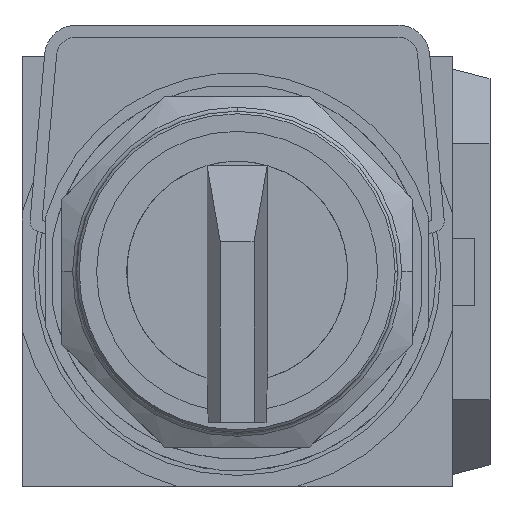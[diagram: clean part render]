
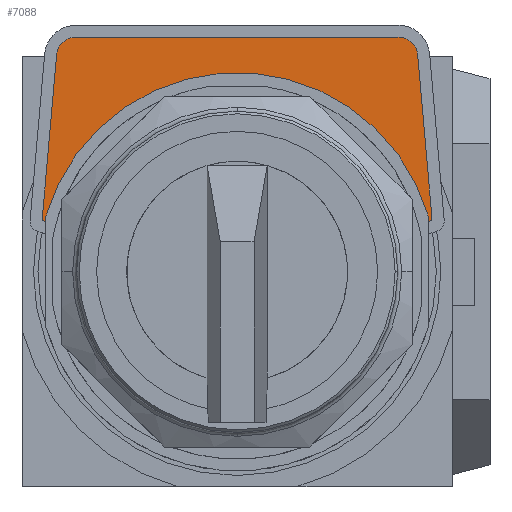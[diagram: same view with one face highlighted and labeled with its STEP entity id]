
A CAD part, front view. The second image highlights one B-rep face of the part: STEP entity #7088.
In plain terms, the highlighted planar face has unit normal (0, -1, 0).
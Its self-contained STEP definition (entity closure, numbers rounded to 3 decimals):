
#5353=CARTESIAN_POINT('POINT374',(0.,
   0.254,17.45));
#5354=VERTEX_POINT('VERTEX374',#5353);
#5361=CARTESIAN_POINT('POINT375',(-17.224,
   0.254,2.798));
#5362=VERTEX_POINT('VERTEX375',#5361);
#5363=CARTESIAN_POINT('POS556',(0.,0.254,
   0.));
#5364=DIRECTION('DIR778',(0.,-1.,
   0.));
#5365=DIRECTION('DIR779',(0.,0.,
   1.));
#5366=AXIS2_PLACEMENT_3D('AXIS223',#5363,#5364,#5365);
#5367=CIRCLE('ELLIPSE91',#5366,17.45);
#5368=EDGE_CURVE('EDGE556',#5354,#5362,#5367,.T.);
#5398=CARTESIAN_POINT('POINT378',(17.224,
   0.254,2.798));
#5399=VERTEX_POINT('VERTEX378',#5398);
#5406=EDGE_CURVE('EDGE561',#5399,#5354,#5367,.T.);
#6971=CARTESIAN_POINT('POINT466',(18.678,
   0.254,4.875));
#6972=VERTEX_POINT('VERTEX466',#6971);
#6979=CARTESIAN_POINT('POS729',(19.434,
   0.254,2.799));
#6980=DIRECTION('DIR1006',(0.,-1.,
   0.));
#6981=DIRECTION('DIR1007',(-0.342,0.,
   0.94));
#6982=AXIS2_PLACEMENT_3D('AXIS278',#6979,#6980,#6981);
#6983=CIRCLE('ELLIPSE107',#6982,2.21);
#6984=EDGE_CURVE('EDGE708',#6972,#5399,#6983,.T.);
#6995=ORIENTED_EDGE('COEDGE1327',*,*,#5406,.F.);
#6996=ORIENTED_EDGE('COEDGE1328',*,*,#6984,.F.);
#6997=CARTESIAN_POINT('POINT467',(19.249,
   0.254,5.083));
#6998=VERTEX_POINT('VERTEX467',#6997);
#6999=CARTESIAN_POINT('POS731',(19.249,
   0.254,5.083));
#7000=DIRECTION('DIR1010',(-0.94,0.,
   -0.342));
#7001=VECTOR('VEC452',#7000,25.4);
#7002=LINE('STRAIGHT452',#6999,#7001);
#7003=EDGE_CURVE('EDGE709',#6998,#6972,#7002,.T.);
#7004=ORIENTED_EDGE('COEDGE1329',*,*,#7003,.F.);
#7005=CARTESIAN_POINT('POINT468',(19.415,
   0.254,5.344));
#7006=VERTEX_POINT('VERTEX468',#7005);
#7007=CARTESIAN_POINT('POS732',(19.162,
   0.254,5.322));
#7008=DIRECTION('DIR1011',(0.,1.,
   0.));
#7009=DIRECTION('DIR1012',(0.996,0.,
   0.087));
#7010=AXIS2_PLACEMENT_3D('AXIS280',#7007,#7008,#7009);
#7011=CIRCLE('ELLIPSE108',#7010,0.254);
#7012=EDGE_CURVE('EDGE710',#7006,#6998,#7011,.T.);
#7013=ORIENTED_EDGE('COEDGE1330',*,*,#7012,.F.);
#7014=CARTESIAN_POINT('POINT469',(17.995,
   0.254,21.585));
#7015=VERTEX_POINT('VERTEX469',#7014);
#7016=CARTESIAN_POINT('POS733',(17.995,
   0.254,21.585));
#7017=DIRECTION('DIR1013',(0.087,0.,
   -0.996));
#7018=VECTOR('VEC453',#7017,25.4);
#7019=LINE('STRAIGHT453',#7016,#7018);
#7020=EDGE_CURVE('EDGE711',#7015,#7006,#7019,.T.);
#7021=ORIENTED_EDGE('COEDGE1331',*,*,#7020,.F.);
#7022=CARTESIAN_POINT('POINT470',(16.021,
   0.254,23.393));
#7023=VERTEX_POINT('VERTEX470',#7022);
#7024=CARTESIAN_POINT('POS734',(16.021,
   0.254,21.412));
#7025=DIRECTION('DIR1014',(0.,1.,
   0.));
#7026=DIRECTION('DIR1015',(0.,0.,
   1.));
#7027=AXIS2_PLACEMENT_3D('AXIS281',#7024,#7025,#7026);
#7028=CIRCLE('ELLIPSE109',#7027,1.981);
#7029=EDGE_CURVE('EDGE712',#7023,#7015,#7028,.T.);
#7030=ORIENTED_EDGE('COEDGE1332',*,*,#7029,.F.);
#7031=CARTESIAN_POINT('POINT471',(-16.021,
   0.254,23.393));
#7032=VERTEX_POINT('VERTEX471',#7031);
#7033=CARTESIAN_POINT('POS735',(-16.021,
   0.254,23.393));
#7034=DIRECTION('DIR1016',(1.,0.,0.));
#7035=VECTOR('VEC454',#7034,25.4);
#7036=LINE('STRAIGHT454',#7033,#7035);
#7037=EDGE_CURVE('EDGE713',#7032,#7023,#7036,.T.);
#7038=ORIENTED_EDGE('COEDGE1333',*,*,#7037,.F.);
#7039=CARTESIAN_POINT('POINT472',(-17.995,
   0.254,21.585));
#7040=VERTEX_POINT('VERTEX472',#7039);
#7041=CARTESIAN_POINT('POS736',(-16.021,
   0.254,21.412));
#7042=DIRECTION('DIR1017',(0.,1.,
   0.));
#7043=DIRECTION('DIR1018',(-0.996,0.,
   0.087));
#7044=AXIS2_PLACEMENT_3D('AXIS282',#7041,#7042,#7043);
#7045=CIRCLE('ELLIPSE110',#7044,1.981);
#7046=EDGE_CURVE('EDGE714',#7040,#7032,#7045,.T.);
#7047=ORIENTED_EDGE('COEDGE1334',*,*,#7046,.F.);
#7048=CARTESIAN_POINT('POINT473',(-19.415,
   0.254,5.344));
#7049=VERTEX_POINT('VERTEX473',#7048);
#7050=CARTESIAN_POINT('POS737',(-19.415,
   0.254,5.344));
#7051=DIRECTION('DIR1019',(0.087,0.,
   0.996));
#7052=VECTOR('VEC455',#7051,25.4);
#7053=LINE('STRAIGHT455',#7050,#7052);
#7054=EDGE_CURVE('EDGE715',#7049,#7040,#7053,.T.);
#7055=ORIENTED_EDGE('COEDGE1335',*,*,#7054,.F.);
#7056=CARTESIAN_POINT('POINT474',(-19.249,
   0.254,5.083));
#7057=VERTEX_POINT('VERTEX474',#7056);
#7058=CARTESIAN_POINT('POS738',(-19.162,
   0.254,5.322));
#7059=DIRECTION('DIR1020',(0.,1.,
   0.));
#7060=DIRECTION('DIR1021',(-0.342,0.,
   -0.94));
#7061=AXIS2_PLACEMENT_3D('AXIS283',#7058,#7059,#7060);
#7062=CIRCLE('ELLIPSE111',#7061,0.254);
#7063=EDGE_CURVE('EDGE716',#7057,#7049,#7062,.T.);
#7064=ORIENTED_EDGE('COEDGE1336',*,*,#7063,.F.);
#7065=CARTESIAN_POINT('POINT475',(-18.678,
   0.254,4.875));
#7066=VERTEX_POINT('VERTEX475',#7065);
#7067=CARTESIAN_POINT('POS739',(-18.678,
   0.254,4.875));
#7068=DIRECTION('DIR1022',(-0.94,0.,
   0.342));
#7069=VECTOR('VEC456',#7068,25.4);
#7070=LINE('STRAIGHT456',#7067,#7069);
#7071=EDGE_CURVE('EDGE717',#7066,#7057,#7070,.T.);
#7072=ORIENTED_EDGE('COEDGE1337',*,*,#7071,.F.);
#7073=CARTESIAN_POINT('POS740',(-19.434,
   0.254,2.799));
#7074=DIRECTION('DIR1023',(0.,-1.,
   0.));
#7075=DIRECTION('DIR1024',(1.,0.,
   0.));
#7076=AXIS2_PLACEMENT_3D('AXIS284',#7073,#7074,#7075);
#7077=CIRCLE('ELLIPSE112',#7076,2.21);
#7078=EDGE_CURVE('EDGE718',#5362,#7066,#7077,.T.);
#7079=ORIENTED_EDGE('COEDGE1338',*,*,#7078,.F.);
#7080=ORIENTED_EDGE('COEDGE1339',*,*,#5368,.F.);
#7081=EDGE_LOOP('NONE',(#6995,#6996,#7004,#7013,#7021,#7030,#7038,#7047,
   #7055,#7064,#7072,#7079,#7080));
#7082=FACE_BOUND('LOOP1',#7081,.T.);
#7083=CARTESIAN_POINT('POS741',(0.,
   0.254,15.306));
#7084=DIRECTION('DIR1025',(0.,-1.,
   0.));
#7085=DIRECTION('DIR1026',(1.,0.,
   0.));
#7086=AXIS2_PLACEMENT_3D('AXIS285',#7083,#7084,#7085);
#7087=PLANE('PLANE132',#7086);
#7088=ADVANCED_FACE('FACE249',(#7082),#7087,.T.);
